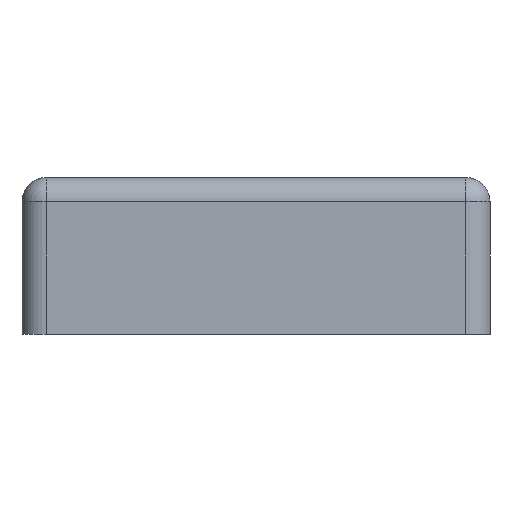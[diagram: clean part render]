
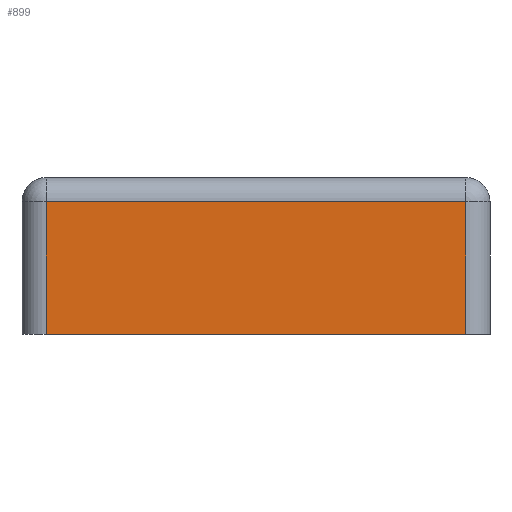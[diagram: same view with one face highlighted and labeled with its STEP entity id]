
A CAD part, front view. The second image highlights one B-rep face of the part: STEP entity #899.
In plain terms, the highlighted planar face has unit normal (0, -1, 0).
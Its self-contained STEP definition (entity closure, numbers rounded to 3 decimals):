
#32 = DIRECTION ( 'NONE',  ( 0., 0., 1. ) ) ;
#69 = ORIENTED_EDGE ( 'NONE', *, *, #869, .T. ) ;
#97 = EDGE_CURVE ( 'NONE', #860, #297, #189, .T. ) ;
#121 = DIRECTION ( 'NONE',  ( 0., 0., -1. ) ) ;
#124 = FACE_OUTER_BOUND ( 'NONE', #942, .T. ) ;
#131 = VECTOR ( 'NONE', #401, 1000. ) ;
#189 = LINE ( 'NONE', #754, #667 ) ;
#207 = LINE ( 'NONE', #422, #284 ) ;
#255 = CARTESIAN_POINT ( 'NONE',  ( 0., -2., 0. ) ) ;
#267 = DIRECTION ( 'NONE',  ( -1., 0., 0. ) ) ;
#284 = VECTOR ( 'NONE', #267, 1000. ) ;
#297 = VERTEX_POINT ( 'NONE', #817 ) ;
#308 = CARTESIAN_POINT ( 'NONE',  ( 0., -2., 0. ) ) ;
#344 = CARTESIAN_POINT ( 'NONE',  ( 0., -2., 11. ) ) ;
#364 = CARTESIAN_POINT ( 'NONE',  ( 0., -2., 0. ) ) ;
#375 = ORIENTED_EDGE ( 'NONE', *, *, #697, .T. ) ;
#401 = DIRECTION ( 'NONE',  ( 1., 0., 0. ) ) ;
#422 = CARTESIAN_POINT ( 'NONE',  ( -2., -2., 11. ) ) ;
#486 = EDGE_CURVE ( 'NONE', #644, #586, #676, .T. ) ;
#488 = LINE ( 'NONE', #255, #131 ) ;
#554 = ORIENTED_EDGE ( 'NONE', *, *, #97, .T. ) ;
#586 = VERTEX_POINT ( 'NONE', #308 ) ;
#639 = AXIS2_PLACEMENT_3D ( 'NONE', #344, #839, #675 ) ;
#644 = VERTEX_POINT ( 'NONE', #965 ) ;
#667 = VECTOR ( 'NONE', #32, 1000. ) ;
#675 = DIRECTION ( 'NONE',  ( 0., 0., 1. ) ) ;
#676 = LINE ( 'NONE', #364, #738 ) ;
#697 = EDGE_CURVE ( 'NONE', #586, #860, #488, .T. ) ;
#738 = VECTOR ( 'NONE', #121, 1000. ) ;
#748 = PLANE ( 'NONE',  #639 ) ;
#754 = CARTESIAN_POINT ( 'NONE',  ( 34.8, -2., 11. ) ) ;
#817 = CARTESIAN_POINT ( 'NONE',  ( 34.8, -2., 11. ) ) ;
#839 = DIRECTION ( 'NONE',  ( 0., 1., 0. ) ) ;
#860 = VERTEX_POINT ( 'NONE', #994 ) ;
#869 = EDGE_CURVE ( 'NONE', #297, #644, #207, .T. ) ;
#899 = ADVANCED_FACE ( 'NONE', ( #124 ), #748, .F. ) ;
#942 = EDGE_LOOP ( 'NONE', ( #375, #554, #69, #1001 ) ) ;
#965 = CARTESIAN_POINT ( 'NONE',  ( 0., -2., 11. ) ) ;
#994 = CARTESIAN_POINT ( 'NONE',  ( 34.8, -2., 0. ) ) ;
#1001 = ORIENTED_EDGE ( 'NONE', *, *, #486, .T. ) ;
